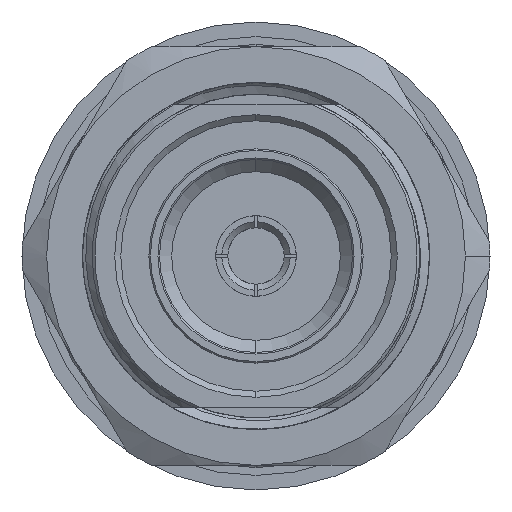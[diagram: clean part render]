
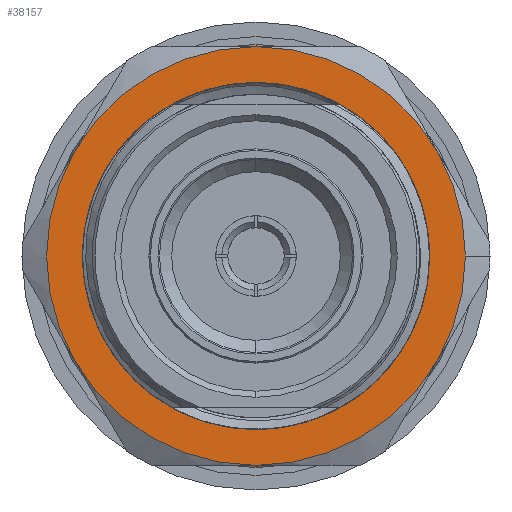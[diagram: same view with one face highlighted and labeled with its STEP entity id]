
A CAD part, left-side view. The second image highlights one B-rep face of the part: STEP entity #38157.
In plain terms, the highlighted face is planar.
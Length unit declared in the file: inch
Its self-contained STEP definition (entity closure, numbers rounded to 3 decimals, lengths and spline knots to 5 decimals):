
#76 = VERTEX_POINT ( 'NONE', #16650 ) ;
#670 = DIRECTION ( 'NONE',  ( 0., -1., 0. ) ) ;
#1140 = DIRECTION ( 'NONE',  ( 0., -1., 0. ) ) ;
#1222 = CARTESIAN_POINT ( 'NONE',  ( 0., 0., -0.22715 ) ) ;
#3031 = EDGE_CURVE ( 'NONE', #45248, #34739, #5479, .T. ) ;
#3392 = VERTEX_POINT ( 'NONE', #58576 ) ;
#3458 = DIRECTION ( 'NONE',  ( 0., -1., 0. ) ) ;
#3910 = DIRECTION ( 'NONE',  ( 0., 0., 1. ) ) ;
#4606 = DIRECTION ( 'NONE',  ( 0., -1., 0. ) ) ;
#5039 = CARTESIAN_POINT ( 'NONE',  ( 0., -0.68898, -0.22715 ) ) ;
#5479 = CIRCLE ( 'NONE', #23521, 0.57087 ) ;
#5484 = DIRECTION ( 'NONE',  ( 0., 0., 1. ) ) ;
#5696 = ORIENTED_EDGE ( 'NONE', *, *, #25425, .T. ) ;
#6029 = CIRCLE ( 'NONE', #45525, 0.68898 ) ;
#6319 = DIRECTION ( 'NONE',  ( 0., 0., 1. ) ) ;
#6433 = DIRECTION ( 'NONE',  ( 0., 0., 1. ) ) ;
#6436 = VERTEX_POINT ( 'NONE', #5039 ) ;
#7237 = AXIS2_PLACEMENT_3D ( 'NONE', #38494, #17638, #61069 ) ;
#8167 = CARTESIAN_POINT ( 'NONE',  ( -0.34449, -0.59667, -0.22715 ) ) ;
#13305 = AXIS2_PLACEMENT_3D ( 'NONE', #22948, #66382, #66030 ) ;
#13452 = ORIENTED_EDGE ( 'NONE', *, *, #54190, .T. ) ;
#13904 = ORIENTED_EDGE ( 'NONE', *, *, #20448, .F. ) ;
#16610 = CARTESIAN_POINT ( 'NONE',  ( -0.68898, 0., -0.22715 ) ) ;
#16650 = CARTESIAN_POINT ( 'NONE',  ( 0.34449, -0.59667, -0.22715 ) ) ;
#16683 = DIRECTION ( 'NONE',  ( 0., -1., 0. ) ) ;
#16950 = CARTESIAN_POINT ( 'NONE',  ( 0., 0., -0.22715 ) ) ;
#17638 = DIRECTION ( 'NONE',  ( 0., 0., 1. ) ) ;
#17958 = CARTESIAN_POINT ( 'NONE',  ( 0., -0.57087, -0.22715 ) ) ;
#19531 = ORIENTED_EDGE ( 'NONE', *, *, #52610, .T. ) ;
#19686 = CIRCLE ( 'NONE', #56901, 0.68898 ) ;
#20448 = EDGE_CURVE ( 'NONE', #24981, #45248, #43443, .T. ) ;
#20463 = EDGE_LOOP ( 'NONE', ( #25208, #69350, #5696, #13452, #31872, #19531, #39264 ) ) ;
#21725 = CARTESIAN_POINT ( 'NONE',  ( -0.68898, 0.39778, -0.22715 ) ) ;
#22948 = CARTESIAN_POINT ( 'NONE',  ( 0., 0., -0.22715 ) ) ;
#23521 = AXIS2_PLACEMENT_3D ( 'NONE', #54834, #49536, #1140 ) ;
#23613 = EDGE_CURVE ( 'NONE', #6436, #76, #36971, .T. ) ;
#24981 = VERTEX_POINT ( 'NONE', #34553 ) ;
#25208 = ORIENTED_EDGE ( 'NONE', *, *, #54982, .T. ) ;
#25425 = EDGE_CURVE ( 'NONE', #76, #51316, #39214, .T. ) ;
#25720 = AXIS2_PLACEMENT_3D ( 'NONE', #58544, #46906, #3458 ) ;
#26650 = CARTESIAN_POINT ( 'NONE',  ( 0., 0.57087, -0.22715 ) ) ;
#27517 = CARTESIAN_POINT ( 'NONE',  ( 0., 0., -0.22715 ) ) ;
#29939 = VERTEX_POINT ( 'NONE', #16610 ) ;
#30904 = AXIS2_PLACEMENT_3D ( 'NONE', #1222, #56902, #38322 ) ;
#31238 = CARTESIAN_POINT ( 'NONE',  ( 0.34449, 0.59667, -0.22715 ) ) ;
#31633 = DIRECTION ( 'NONE',  ( 0., -1., 0. ) ) ;
#31766 = AXIS2_PLACEMENT_3D ( 'NONE', #21725, #5484, #66198 ) ;
#31872 = ORIENTED_EDGE ( 'NONE', *, *, #48151, .T. ) ;
#31912 = ORIENTED_EDGE ( 'NONE', *, *, #3031, .F. ) ;
#32153 = AXIS2_PLACEMENT_3D ( 'NONE', #16950, #32529, #49454 ) ;
#32529 = DIRECTION ( 'NONE',  ( 0., 0., 1. ) ) ;
#32683 = FACE_OUTER_BOUND ( 'NONE', #20463, .T. ) ;
#33027 = PLANE ( 'NONE',  #31766 ) ;
#33215 = AXIS2_PLACEMENT_3D ( 'NONE', #27517, #6319, #670 ) ;
#33938 = ORIENTED_EDGE ( 'NONE', *, *, #66661, .F. ) ;
#34553 = CARTESIAN_POINT ( 'NONE',  ( -0.40366, 0.40366, -0.22715 ) ) ;
#34739 = VERTEX_POINT ( 'NONE', #26650 ) ;
#36971 = CIRCLE ( 'NONE', #13305, 0.68898 ) ;
#37625 = FACE_BOUND ( 'NONE', #42864, .T. ) ;
#38157 = ADVANCED_FACE ( 'NONE', ( #37625, #32683 ), #33027, .T. ) ;
#38322 = DIRECTION ( 'NONE',  ( 0., -1., 0. ) ) ;
#38494 = CARTESIAN_POINT ( 'NONE',  ( 0., 0., -0.22715 ) ) ;
#39214 = CIRCLE ( 'NONE', #25720, 0.68898 ) ;
#39264 = ORIENTED_EDGE ( 'NONE', *, *, #61023, .T. ) ;
#42258 = CIRCLE ( 'NONE', #33215, 0.68898 ) ;
#42864 = EDGE_LOOP ( 'NONE', ( #13904, #33938, #31912 ) ) ;
#43197 = CARTESIAN_POINT ( 'NONE',  ( 0., 0., -0.22715 ) ) ;
#43443 = CIRCLE ( 'NONE', #32153, 0.57087 ) ;
#45248 = VERTEX_POINT ( 'NONE', #17958 ) ;
#45525 = AXIS2_PLACEMENT_3D ( 'NONE', #43197, #6433, #16683 ) ;
#46739 = CIRCLE ( 'NONE', #7237, 0.68898 ) ;
#46906 = DIRECTION ( 'NONE',  ( 0., 0., 1. ) ) ;
#47355 = CARTESIAN_POINT ( 'NONE',  ( 0., 0., -0.22715 ) ) ;
#48125 = CARTESIAN_POINT ( 'NONE',  ( 0.68898, 0., -0.22715 ) ) ;
#48151 = EDGE_CURVE ( 'NONE', #48410, #3392, #57967, .T. ) ;
#48410 = VERTEX_POINT ( 'NONE', #31238 ) ;
#49454 = DIRECTION ( 'NONE',  ( 0., -1., 0. ) ) ;
#49536 = DIRECTION ( 'NONE',  ( 0., 0., 1. ) ) ;
#51316 = VERTEX_POINT ( 'NONE', #48125 ) ;
#52610 = EDGE_CURVE ( 'NONE', #3392, #29939, #42258, .T. ) ;
#54190 = EDGE_CURVE ( 'NONE', #51316, #48410, #19686, .T. ) ;
#54834 = CARTESIAN_POINT ( 'NONE',  ( 0., 0., -0.22715 ) ) ;
#54982 = EDGE_CURVE ( 'NONE', #69436, #6436, #46739, .T. ) ;
#56902 = DIRECTION ( 'NONE',  ( 0., 0., 1. ) ) ;
#56901 = AXIS2_PLACEMENT_3D ( 'NONE', #47355, #3910, #4606 ) ;
#57967 = CIRCLE ( 'NONE', #30904, 0.68898 ) ;
#58544 = CARTESIAN_POINT ( 'NONE',  ( 0., 0., -0.22715 ) ) ;
#58576 = CARTESIAN_POINT ( 'NONE',  ( -0.34449, 0.59667, -0.22715 ) ) ;
#61023 = EDGE_CURVE ( 'NONE', #29939, #69436, #6029, .T. ) ;
#61069 = DIRECTION ( 'NONE',  ( 0., -1., 0. ) ) ;
#61392 = AXIS2_PLACEMENT_3D ( 'NONE', #69074, #68372, #31633 ) ;
#64793 = CIRCLE ( 'NONE', #61392, 0.57087 ) ;
#66030 = DIRECTION ( 'NONE',  ( 0., -1., 0. ) ) ;
#66198 = DIRECTION ( 'NONE',  ( 0., -1., 0. ) ) ;
#66382 = DIRECTION ( 'NONE',  ( 0., 0., 1. ) ) ;
#66661 = EDGE_CURVE ( 'NONE', #34739, #24981, #64793, .T. ) ;
#68372 = DIRECTION ( 'NONE',  ( 0., 0., 1. ) ) ;
#69074 = CARTESIAN_POINT ( 'NONE',  ( 0., 0., -0.22715 ) ) ;
#69350 = ORIENTED_EDGE ( 'NONE', *, *, #23613, .T. ) ;
#69436 = VERTEX_POINT ( 'NONE', #8167 ) ;
